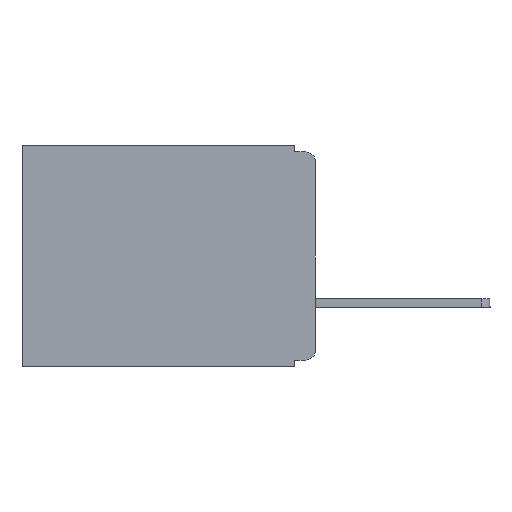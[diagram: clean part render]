
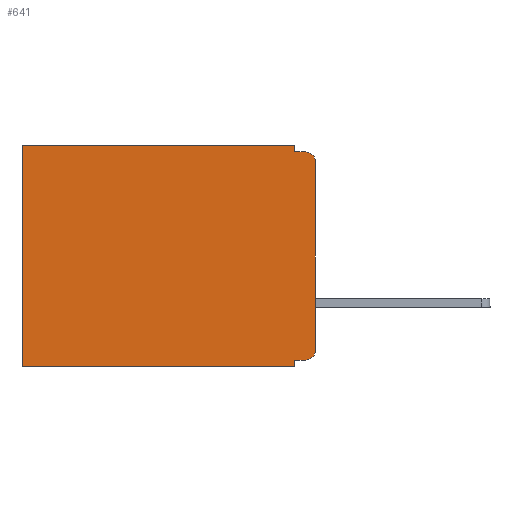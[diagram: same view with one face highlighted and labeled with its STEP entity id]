
A CAD part, left-side view. The second image highlights one B-rep face of the part: STEP entity #641.
In plain terms, the highlighted planar face has unit normal (-1, 0, 0).
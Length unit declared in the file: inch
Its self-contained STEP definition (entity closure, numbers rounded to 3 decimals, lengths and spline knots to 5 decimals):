
#74 = CARTESIAN_POINT ( 'NONE',  ( 0.3, 0.031, -0.33 ) ) ;
#211 = CARTESIAN_POINT ( 'NONE',  ( 0.3, 0.031, 0. ) ) ;
#274 = VERTEX_POINT ( 'NONE', #1473 ) ;
#275 = CARTESIAN_POINT ( 'NONE',  ( 0.3, 0., -0.01 ) ) ;
#308 = ORIENTED_EDGE ( 'NONE', *, *, #6437, .F. ) ;
#312 = ORIENTED_EDGE ( 'NONE', *, *, #3677, .F. ) ;
#454 = DIRECTION ( 'NONE',  ( 0., -1., 0. ) ) ;
#473 = AXIS2_PLACEMENT_3D ( 'NONE', #9576, #9424, #9245 ) ;
#549 = VERTEX_POINT ( 'NONE', #211 ) ;
#641 = ADVANCED_FACE ( 'NONE', ( #7435 ), #5989, .F. ) ;
#767 = ORIENTED_EDGE ( 'NONE', *, *, #9632, .F. ) ;
#784 = ORIENTED_EDGE ( 'NONE', *, *, #4771, .F. ) ;
#1307 = DIRECTION ( 'NONE',  ( 0., 0., -1. ) ) ;
#1473 = CARTESIAN_POINT ( 'NONE',  ( 0.3, 0.437, -0.33 ) ) ;
#1715 = CARTESIAN_POINT ( 'NONE',  ( 0.3, 0.031, 0. ) ) ;
#1864 = ORIENTED_EDGE ( 'NONE', *, *, #3811, .T. ) ;
#1959 = AXIS2_PLACEMENT_3D ( 'NONE', #4886, #5995, #6229 ) ;
#2013 = CARTESIAN_POINT ( 'NONE',  ( 0.3, 0.437, 0. ) ) ;
#2424 = VERTEX_POINT ( 'NONE', #2013 ) ;
#2599 = CIRCLE ( 'NONE', #473, 0.015 ) ;
#2745 = DIRECTION ( 'NONE',  ( 0., 1., 0. ) ) ;
#2769 = CARTESIAN_POINT ( 'NONE',  ( 0.3, 0., -0.33 ) ) ;
#3353 = VECTOR ( 'NONE', #7975, 39.37008 ) ;
#3389 = LINE ( 'NONE', #6174, #3353 ) ;
#3457 = VECTOR ( 'NONE', #8275, 39.37008 ) ;
#3477 = LINE ( 'NONE', #5790, #3457 ) ;
#3677 = EDGE_CURVE ( 'NONE', #3856, #274, #9503, .T. ) ;
#3811 = EDGE_CURVE ( 'NONE', #549, #2424, #6867, .T. ) ;
#3845 = VERTEX_POINT ( 'NONE', #4030 ) ;
#3856 = VERTEX_POINT ( 'NONE', #74 ) ;
#3890 = EDGE_CURVE ( 'NONE', #549, #9291, #5648, .T. ) ;
#3955 = DIRECTION ( 'NONE',  ( 0., 0., -1. ) ) ;
#4030 = CARTESIAN_POINT ( 'NONE',  ( 0.3, 0.015, -0.01 ) ) ;
#4060 = ORIENTED_EDGE ( 'NONE', *, *, #8539, .T. ) ;
#4709 = CARTESIAN_POINT ( 'NONE',  ( 0.3, 0., -0.025 ) ) ;
#4771 = EDGE_CURVE ( 'NONE', #6635, #3856, #6079, .T. ) ;
#4886 = CARTESIAN_POINT ( 'NONE',  ( 0.3, 0.015, -0.025 ) ) ;
#5005 = VERTEX_POINT ( 'NONE', #6571 ) ;
#5312 = CARTESIAN_POINT ( 'NONE',  ( 0.3, 0.015, -0.32 ) ) ;
#5415 = VECTOR ( 'NONE', #3955, 39.37008 ) ;
#5648 = LINE ( 'NONE', #1715, #5415 ) ;
#5730 = ORIENTED_EDGE ( 'NONE', *, *, #8117, .F. ) ;
#5790 = CARTESIAN_POINT ( 'NONE',  ( 0.3, 0., -0.32 ) ) ;
#5863 = VECTOR ( 'NONE', #9209, 39.37008 ) ;
#5986 = DIRECTION ( 'NONE',  ( 1., 0., 0. ) ) ;
#5989 = PLANE ( 'NONE',  #6754 ) ;
#5995 = DIRECTION ( 'NONE',  ( -1., 0., 0. ) ) ;
#6079 = LINE ( 'NONE', #6433, #5863 ) ;
#6174 = CARTESIAN_POINT ( 'NONE',  ( 0.3, 0.437, -0.33 ) ) ;
#6229 = DIRECTION ( 'NONE',  ( 0., 0., -1. ) ) ;
#6433 = CARTESIAN_POINT ( 'NONE',  ( 0.3, 0.031, -0.33 ) ) ;
#6437 = EDGE_CURVE ( 'NONE', #9291, #3845, #10543, .T. ) ;
#6450 = VECTOR ( 'NONE', #8410, 39.37008 ) ;
#6571 = CARTESIAN_POINT ( 'NONE',  ( 0.3, 0., -0.305 ) ) ;
#6635 = VERTEX_POINT ( 'NONE', #7859 ) ;
#6754 = AXIS2_PLACEMENT_3D ( 'NONE', #6793, #5986, #1307 ) ;
#6759 = EDGE_CURVE ( 'NONE', #8703, #3845, #9634, .T. ) ;
#6793 = CARTESIAN_POINT ( 'NONE',  ( 0.3, 0., -0.33 ) ) ;
#6867 = LINE ( 'NONE', #8180, #6450 ) ;
#7395 = ORIENTED_EDGE ( 'NONE', *, *, #8158, .T. ) ;
#7435 = FACE_OUTER_BOUND ( 'NONE', #7577, .T. ) ;
#7492 = CARTESIAN_POINT ( 'NONE',  ( 0.3, 0.031, -0.01 ) ) ;
#7577 = EDGE_LOOP ( 'NONE', ( #767, #9220, #308, #10395, #1864, #7395, #312, #784, #5730, #4060 ) ) ;
#7859 = CARTESIAN_POINT ( 'NONE',  ( 0.3, 0.031, -0.32 ) ) ;
#7975 = DIRECTION ( 'NONE',  ( 0., 0., -1. ) ) ;
#8023 = VERTEX_POINT ( 'NONE', #5312 ) ;
#8117 = EDGE_CURVE ( 'NONE', #8023, #6635, #3477, .T. ) ;
#8158 = EDGE_CURVE ( 'NONE', #2424, #274, #3389, .T. ) ;
#8180 = CARTESIAN_POINT ( 'NONE',  ( 0.3, 0., 0. ) ) ;
#8275 = DIRECTION ( 'NONE',  ( 0., 1., 0. ) ) ;
#8410 = DIRECTION ( 'NONE',  ( 0., 1., 0. ) ) ;
#8526 = DIRECTION ( 'NONE',  ( 0., 0., -1. ) ) ;
#8539 = EDGE_CURVE ( 'NONE', #8023, #5005, #2599, .T. ) ;
#8703 = VERTEX_POINT ( 'NONE', #4709 ) ;
#8707 = CARTESIAN_POINT ( 'NONE',  ( 0.3, 0., -0.33 ) ) ;
#9056 = VECTOR ( 'NONE', #2745, 39.37008 ) ;
#9209 = DIRECTION ( 'NONE',  ( 0., 0., -1. ) ) ;
#9220 = ORIENTED_EDGE ( 'NONE', *, *, #6759, .T. ) ;
#9245 = DIRECTION ( 'NONE',  ( 0., 0., -1. ) ) ;
#9291 = VERTEX_POINT ( 'NONE', #7492 ) ;
#9424 = DIRECTION ( 'NONE',  ( -1., 0., 0. ) ) ;
#9503 = LINE ( 'NONE', #2769, #9056 ) ;
#9576 = CARTESIAN_POINT ( 'NONE',  ( 0.3, 0.015, -0.305 ) ) ;
#9632 = EDGE_CURVE ( 'NONE', #8703, #5005, #9866, .T. ) ;
#9634 = CIRCLE ( 'NONE', #1959, 0.015 ) ;
#9866 = LINE ( 'NONE', #8707, #9884 ) ;
#9884 = VECTOR ( 'NONE', #8526, 39.37008 ) ;
#10395 = ORIENTED_EDGE ( 'NONE', *, *, #3890, .F. ) ;
#10543 = LINE ( 'NONE', #275, #10553 ) ;
#10553 = VECTOR ( 'NONE', #454, 39.37008 ) ;
